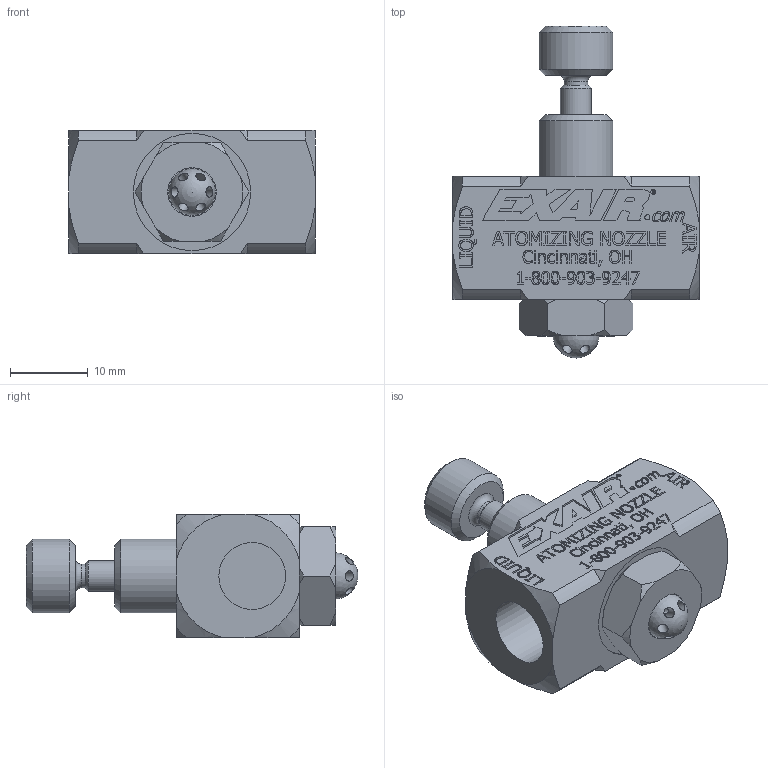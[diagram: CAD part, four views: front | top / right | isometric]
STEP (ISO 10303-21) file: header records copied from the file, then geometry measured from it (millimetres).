
FILE_DESCRIPTION(/* description */ (''),/* implementation_level */ '2;1');
FILE_NAME(/* name */ 'AW8040SS-DIM.stp',/* time_stamp */ '2017-04-11T10:01:42-04:00',/* author */ ('Adam Laub'),/* organization */ (''),/* preprocessor_version */ 'ST-DEVELOPER v16.5',/* originating_system */ 'Autodesk Inventor 2017',/* authorisation */ '');
FILE_SCHEMA (('AUTOMOTIVE_DESIGN { 1 0 10303 214 3 1 1 }'));
Length unit declared in the file: inch
Products named in the file (6): AW8040SS-DIM; 901802-DIM; 901804-DIM; 901803; 901748-DIM; 901750-W40-DIM
Assembly tree (5 placements, depth 2):
  AW8040SS-DIM
    901802-DIM
    901804-DIM
    901803
    901748-DIM
    901750-W40-DIM
Bounding box: 31.75 x 42.77 x 15.88 mm (x, y, z)
Volume: 9031.6 mm3; surface area: 5138 mm2
Topology: 5 solids, 7 shells, 1390 faces, 3727 edges, 2474 vertices
Faces by surface type: plane 847, bspline 453, cylinder 45, cone 43, torus 1, sphere 1
Full cylindrical faces by diameter (mm): 1.321 x6, 1.981 x1, 3.048 x1, 3.607 x1, 4.006 x1, 5.842 x2, 5.969 x1, 6.159 x1, 6.248 x1, 6.35 x1, 7.95 x1, 8.204 x1, 8.611 x2, 9.525 x3, 9.922 x1, 11.112 x1, 15.088 x1
Entity records: 45569 total; most frequent: CARTESIAN_POINT 14006, ORIENTED_EDGE 7344, DIRECTION 4728, EDGE_CURVE 3672, LINE 2572, VECTOR 2572, VERTEX_POINT 2462, EDGE_LOOP 1566
